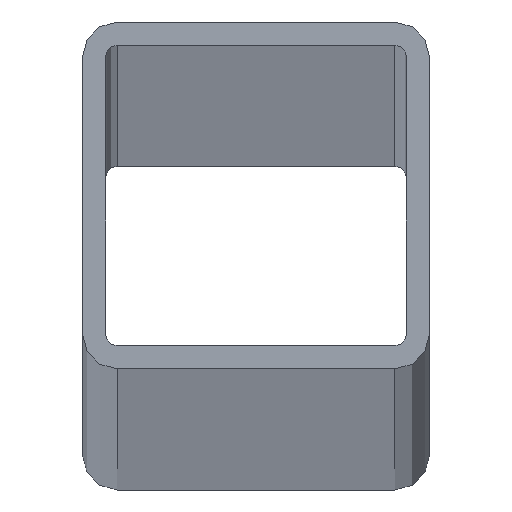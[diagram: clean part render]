
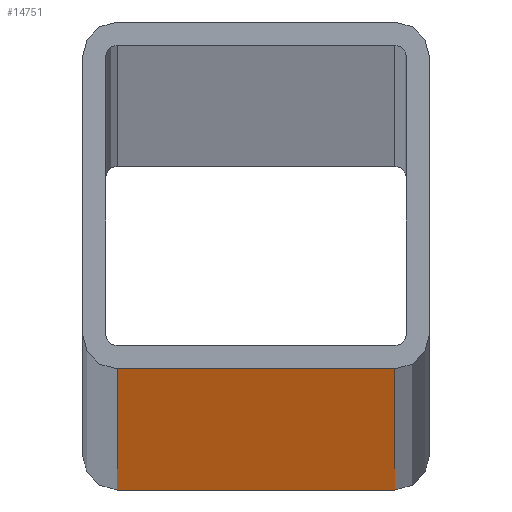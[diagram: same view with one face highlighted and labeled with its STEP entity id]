
A CAD part, top view. The second image highlights one B-rep face of the part: STEP entity #14751.
In plain terms, the highlighted planar face has unit normal (0, -1, 0).
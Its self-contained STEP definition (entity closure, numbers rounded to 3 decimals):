
#191 = EDGE_CURVE ( 'NONE', #13149, #8188, #13281, .T. ) ;
#954 = EDGE_CURVE ( 'NONE', #6477, #8188, #5754, .T. ) ;
#1279 = DIRECTION ( 'NONE',  ( 0., 1., 0. ) ) ;
#1509 = DIRECTION ( 'NONE',  ( 0., 0., -1. ) ) ;
#2003 = CARTESIAN_POINT ( 'NONE',  ( -12., -15., 3000. ) ) ;
#2161 = AXIS2_PLACEMENT_3D ( 'NONE', #10822, #1279, #12459 ) ;
#2217 = LINE ( 'NONE', #15529, #13514 ) ;
#2542 = CARTESIAN_POINT ( 'NONE',  ( -12., -15., -3000. ) ) ;
#2616 = CARTESIAN_POINT ( 'NONE',  ( -12., -15., -3000. ) ) ;
#2695 = CARTESIAN_POINT ( 'NONE',  ( 12., -15., 3000. ) ) ;
#3859 = FACE_OUTER_BOUND ( 'NONE', #6244, .T. ) ;
#4603 = ORIENTED_EDGE ( 'NONE', *, *, #11053, .F. ) ;
#5754 = LINE ( 'NONE', #2695, #14954 ) ;
#6244 = EDGE_LOOP ( 'NONE', ( #14923, #14220, #4603, #11267 ) ) ;
#6477 = VERTEX_POINT ( 'NONE', #10258 ) ;
#8188 = VERTEX_POINT ( 'NONE', #8523 ) ;
#8523 = CARTESIAN_POINT ( 'NONE',  ( 12., -15., -3000. ) ) ;
#9783 = DIRECTION ( 'NONE',  ( 1., 0., 0. ) ) ;
#9912 = VECTOR ( 'NONE', #10411, 1000. ) ;
#10258 = CARTESIAN_POINT ( 'NONE',  ( 12., -15., 3000. ) ) ;
#10411 = DIRECTION ( 'NONE',  ( 0., 0., -1. ) ) ;
#10822 = CARTESIAN_POINT ( 'NONE',  ( -12., -15., 3000. ) ) ;
#10880 = DIRECTION ( 'NONE',  ( 1., 0., 0. ) ) ;
#11053 = EDGE_CURVE ( 'NONE', #15597, #6477, #2217, .T. ) ;
#11267 = ORIENTED_EDGE ( 'NONE', *, *, #14868, .T. ) ;
#11328 = CARTESIAN_POINT ( 'NONE',  ( -12., -15., 3000. ) ) ;
#12459 = DIRECTION ( 'NONE',  ( -1., 0., 0. ) ) ;
#12549 = VECTOR ( 'NONE', #9783, 1000. ) ;
#13149 = VERTEX_POINT ( 'NONE', #2616 ) ;
#13281 = LINE ( 'NONE', #2542, #12549 ) ;
#13457 = LINE ( 'NONE', #2003, #9912 ) ;
#13514 = VECTOR ( 'NONE', #10880, 1000. ) ;
#14220 = ORIENTED_EDGE ( 'NONE', *, *, #954, .F. ) ;
#14509 = PLANE ( 'NONE',  #2161 ) ;
#14751 = ADVANCED_FACE ( 'NONE', ( #3859 ), #14509, .F. ) ;
#14868 = EDGE_CURVE ( 'NONE', #15597, #13149, #13457, .T. ) ;
#14923 = ORIENTED_EDGE ( 'NONE', *, *, #191, .T. ) ;
#14954 = VECTOR ( 'NONE', #1509, 1000. ) ;
#15529 = CARTESIAN_POINT ( 'NONE',  ( -12., -15., 3000. ) ) ;
#15597 = VERTEX_POINT ( 'NONE', #11328 ) ;
